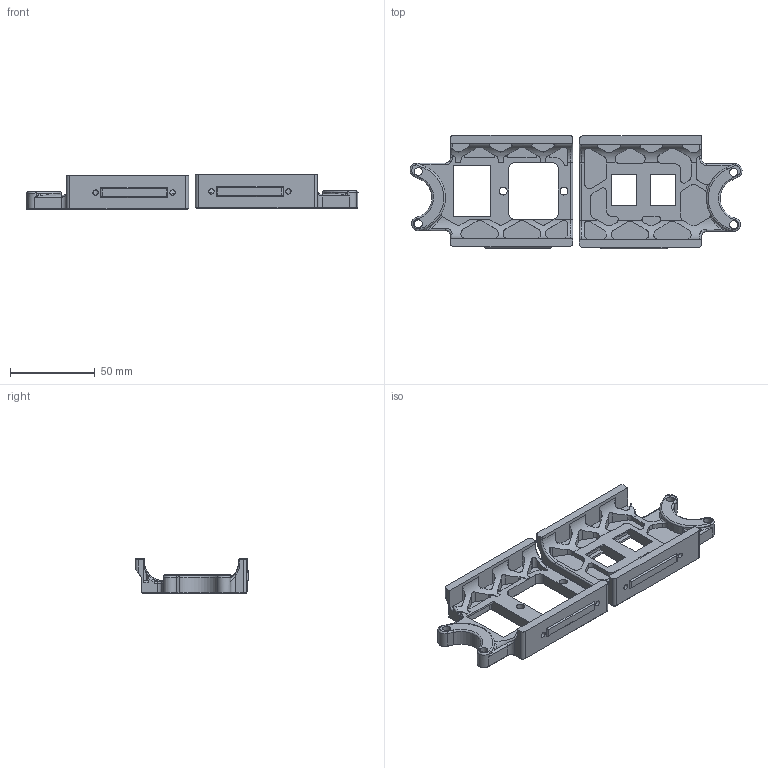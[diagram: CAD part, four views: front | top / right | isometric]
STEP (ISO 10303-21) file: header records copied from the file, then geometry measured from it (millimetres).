
FILE_DESCRIPTION(/* description */ (''),/* implementation_level */ '2;1');
FILE_NAME(/* name */ 'Offset Skirts For Reinforced Z Motor Mod v4.step',/* time_stamp */ '2022-09-27T15:58:37Z',/* author */ (''),/* organization */ (''),/* preprocessor_version */ 'ST-DEVELOPER v19',/* originating_system */ 'Autodesk Translation Framework v11.7.0.108',/* authorisation */ '');
FILE_SCHEMA (('AUTOMOTIVE_DESIGN { 1 0 10303 214 3 1 1 }'));
Length unit declared in the file: millimetre
Products named in the file (3): Offset Skirts For Reinforced Z Motor Mod; Filtered_Inlet_Skirt; Keystone_Skirt
Assembly tree (2 placements, depth 2):
  Offset Skirts For Reinforced Z Motor Mod
    Filtered_Inlet_Skirt
    Keystone_Skirt
Bounding box: 196.3 x 67.28 x 20.64 mm (x, y, z)
Volume: 71388.7 mm3; surface area: 35520.8 mm2
Topology: 2 solids, 2 shells, 459 faces, 1254 edges, 801 vertices
Faces by surface type: plane 224, cylinder 171, cone 26, torus 23, bspline 15
Full cylindrical faces by diameter (mm): 3.2 x4, 4.7 x8, 6 x4
Entity records: 15836 total; most frequent: CARTESIAN_POINT 4014, ORIENTED_EDGE 2504, DIRECTION 2445, EDGE_CURVE 1252, AXIS2_PLACEMENT_3D 861, VERTEX_POINT 801, LINE 723, VECTOR 723
